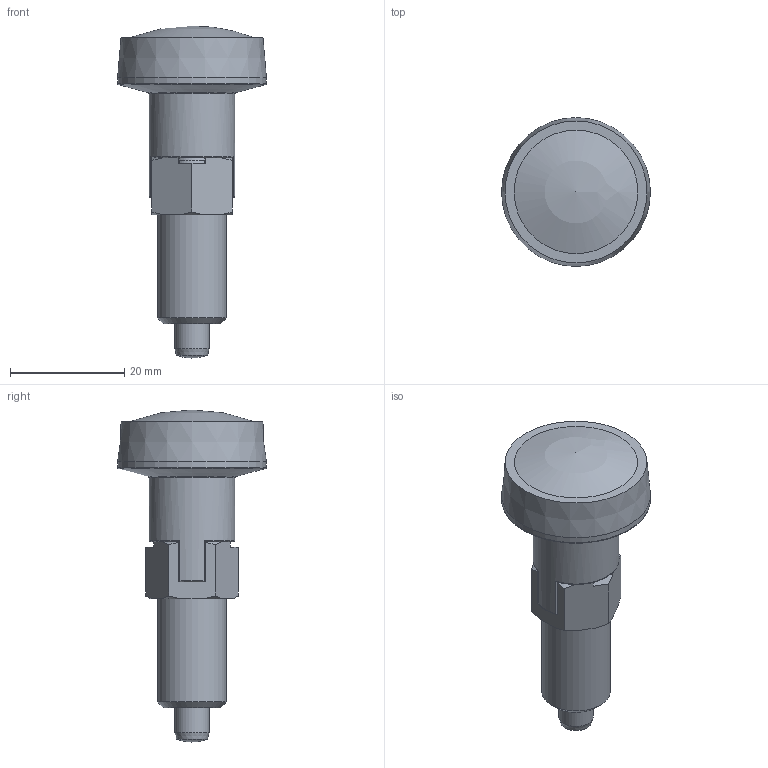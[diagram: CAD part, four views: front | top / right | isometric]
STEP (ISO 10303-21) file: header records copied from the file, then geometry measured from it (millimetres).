
FILE_DESCRIPTION( ( 'Unknown' ), '1' );
FILE_NAME( '6395312_PNAX_26.stp', 'Unknown', ( 'Unknown' ), ( 'Unknown' ), 'PSStep 14.0', 'Unknown', ' ' );
FILE_SCHEMA( ( 'AUTOMOTIVE_DESIGN { 1 0 10303 214 1 1 1 1 }' ) );
Length unit declared in the file: millimetre
Products named in the file (1): 8900446
Bounding box: 26 x 26 x 58 mm (x, y, z)
Volume: 10592.3 mm3; surface area: 4956.6 mm2
Topology: 1 solids, 6 shells, 95 faces, 268 edges, 173 vertices
Faces by surface type: plane 40, cone 30, cylinder 17, torus 6, sphere 2
Full cylindrical faces by diameter (mm): 5.5 x1, 6 x7, 8 x2, 12 x1, 15 x1, 26 x1
Entity records: 3696 total; most frequent: CARTESIAN_POINT 670, DIRECTION 448, ORIENTED_EDGE 446, EDGE_CURVE 223, AXIS2_PLACEMENT_3D 181, VERTEX_POINT 159, EDGE_LOOP 140, FACE_OUTER_BOUND 110
